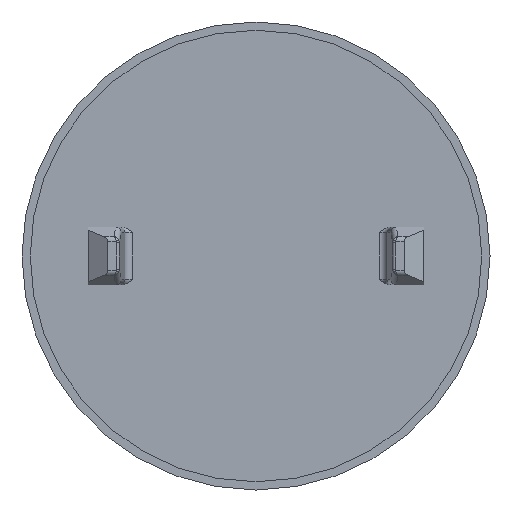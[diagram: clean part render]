
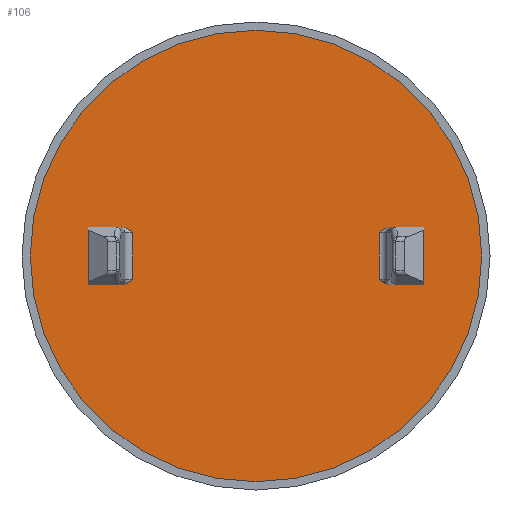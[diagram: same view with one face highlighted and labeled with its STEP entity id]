
A CAD part, front view. The second image highlights one B-rep face of the part: STEP entity #106.
In plain terms, the highlighted planar face has unit normal (0, -1, 0).
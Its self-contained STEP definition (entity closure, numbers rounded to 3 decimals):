
#106=ADVANCED_FACE('',(#258,#259,#260),#261,.F.);
#258=FACE_OUTER_BOUND('',#522,.T.);
#259=FACE_BOUND('',#523,.T.);
#260=FACE_BOUND('',#524,.T.);
#261=PLANE('',#525);
#522=EDGE_LOOP('',(#1018,#1019));
#523=EDGE_LOOP('',(#1020,#1021,#1022,#1023,#1024,#1025));
#524=EDGE_LOOP('',(#1026,#1027,#1028,#1029,#1030,#1031));
#525=AXIS2_PLACEMENT_3D('',#1032,#1033,#1034);
#1018=ORIENTED_EDGE('',*,*,#1493,.T.);
#1019=ORIENTED_EDGE('',*,*,#1470,.T.);
#1020=ORIENTED_EDGE('',*,*,#1495,.F.);
#1021=ORIENTED_EDGE('',*,*,#1496,.T.);
#1022=ORIENTED_EDGE('',*,*,#1497,.T.);
#1023=ORIENTED_EDGE('',*,*,#1498,.F.);
#1024=ORIENTED_EDGE('',*,*,#1499,.T.);
#1025=ORIENTED_EDGE('',*,*,#1500,.T.);
#1026=ORIENTED_EDGE('',*,*,#1501,.F.);
#1027=ORIENTED_EDGE('',*,*,#1502,.T.);
#1028=ORIENTED_EDGE('',*,*,#1503,.T.);
#1029=ORIENTED_EDGE('',*,*,#1504,.F.);
#1030=ORIENTED_EDGE('',*,*,#1505,.T.);
#1031=ORIENTED_EDGE('',*,*,#1506,.T.);
#1032=CARTESIAN_POINT('',(0.0,9.6,0.0));
#1033=DIRECTION('',(-0.0,1.0,0.0));
#1034=DIRECTION('',(1.0,0.0,0.0));
#1470=EDGE_CURVE('',#1683,#1687,#1689,.T.);
#1493=EDGE_CURVE('',#1687,#1683,#1718,.T.);
#1495=EDGE_CURVE('',#1720,#1721,#1722,.T.);
#1496=EDGE_CURVE('',#1720,#1723,#1724,.T.);
#1497=EDGE_CURVE('',#1723,#1725,#1726,.T.);
#1498=EDGE_CURVE('',#1727,#1725,#1728,.T.);
#1499=EDGE_CURVE('',#1727,#1729,#1730,.T.);
#1500=EDGE_CURVE('',#1729,#1721,#1731,.T.);
#1501=EDGE_CURVE('',#1732,#1733,#1734,.T.);
#1502=EDGE_CURVE('',#1732,#1735,#1736,.T.);
#1503=EDGE_CURVE('',#1735,#1737,#1738,.T.);
#1504=EDGE_CURVE('',#1739,#1737,#1740,.T.);
#1505=EDGE_CURVE('',#1739,#1741,#1742,.T.);
#1506=EDGE_CURVE('',#1741,#1733,#1743,.T.);
#1683=VERTEX_POINT('',#1988);
#1687=VERTEX_POINT('',#1993);
#1689=CIRCLE('',#1996,8.2);
#1718=CIRCLE('',#2029,8.2);
#1720=VERTEX_POINT('',#2031);
#1721=VERTEX_POINT('',#2032);
#1722=LINE('',#2033,#2034);
#1723=VERTEX_POINT('',#2035);
#1724=LINE('',#2036,#2037);
#1725=VERTEX_POINT('',#2038);
#1726=B_SPLINE_CURVE_WITH_KNOTS('',3,(#2039,#2040,#2041,#2042,#2043,#2044,#2045,#2046),.UNSPECIFIED.,.F.,.F.,(4,1,1,1,1,4),(0.,0.2,0.4,0.6,0.8,1.0),.UNSPECIFIED.);
#1727=VERTEX_POINT('',#2047);
#1728=LINE('',#2048,#2049);
#1729=VERTEX_POINT('',#2050);
#1730=B_SPLINE_CURVE_WITH_KNOTS('',3,(#2051,#2052,#2053,#2054,#2055,#2056,#2057,#2058,#2059,#2060,#2061),.UNSPECIFIED.,.F.,.F.,(4,1,1,1,1,1,1,1,4),(0.0,0.125,0.25,0.375,0.5,0.625,0.75,0.875,1.0),.UNSPECIFIED.);
#1731=LINE('',#2062,#2063);
#1732=VERTEX_POINT('',#2064);
#1733=VERTEX_POINT('',#2065);
#1734=LINE('',#2066,#2067);
#1735=VERTEX_POINT('',#2068);
#1736=LINE('',#2069,#2070);
#1737=VERTEX_POINT('',#2071);
#1738=B_SPLINE_CURVE_WITH_KNOTS('',3,(#2072,#2073,#2074,#2075,#2076,#2077,#2078,#2079),.UNSPECIFIED.,.F.,.F.,(4,1,1,1,1,4),(0.,0.2,0.4,0.6,0.8,1.0),.UNSPECIFIED.);
#1739=VERTEX_POINT('',#2080);
#1740=LINE('',#2081,#2082);
#1741=VERTEX_POINT('',#2083);
#1742=B_SPLINE_CURVE_WITH_KNOTS('',3,(#2084,#2085,#2086,#2087,#2088,#2089,#2090,#2091,#2092,#2093,#2094),.UNSPECIFIED.,.F.,.F.,(4,1,1,1,1,1,1,1,4),(0.0,0.125,0.25,0.375,0.5,0.625,0.75,0.875,1.0),.UNSPECIFIED.);
#1743=LINE('',#2095,#2096);
#1988=CARTESIAN_POINT('',(-8.2,9.6,0.));
#1993=CARTESIAN_POINT('',(8.2,9.6,0.0));
#1996=AXIS2_PLACEMENT_3D('',#2546,#2547,#2548);
#2029=AXIS2_PLACEMENT_3D('',#2583,#2584,#2585);
#2031=CARTESIAN_POINT('',(-5.75,9.6,1.05));
#2032=CARTESIAN_POINT('',(-5.75,9.6,-1.05));
#2033=CARTESIAN_POINT('',(-5.75,9.6,1.05));
#2034=VECTOR('',#2586,2.1);
#2035=CARTESIAN_POINT('',(-4.875,9.6,1.05));
#2036=CARTESIAN_POINT('',(-5.75,9.6,1.05));
#2037=VECTOR('',#2587,0.875);
#2038=CARTESIAN_POINT('',(-4.475,9.6,0.85));
#2039=CARTESIAN_POINT('',(-4.875,9.6,1.05));
#2040=CARTESIAN_POINT('',(-4.851,9.6,1.05));
#2041=CARTESIAN_POINT('',(-4.801,9.6,1.044));
#2042=CARTESIAN_POINT('',(-4.72,9.6,1.018));
#2043=CARTESIAN_POINT('',(-4.639,9.6,0.975));
#2044=CARTESIAN_POINT('',(-4.558,9.6,0.918));
#2045=CARTESIAN_POINT('',(-4.503,9.6,0.873));
#2046=CARTESIAN_POINT('',(-4.475,9.6,0.85));
#2047=CARTESIAN_POINT('',(-4.475,9.6,-0.85));
#2048=CARTESIAN_POINT('',(-4.475,9.6,-0.85));
#2049=VECTOR('',#2588,1.7);
#2050=CARTESIAN_POINT('',(-4.875,9.6,-1.05));
#2051=CARTESIAN_POINT('',(-4.475,9.6,-0.85));
#2052=CARTESIAN_POINT('',(-4.489,9.6,-0.861));
#2053=CARTESIAN_POINT('',(-4.517,9.6,-0.884));
#2054=CARTESIAN_POINT('',(-4.561,9.6,-0.919));
#2055=CARTESIAN_POINT('',(-4.606,9.6,-0.951));
#2056=CARTESIAN_POINT('',(-4.652,9.6,-0.981));
#2057=CARTESIAN_POINT('',(-4.699,9.6,-1.007));
#2058=CARTESIAN_POINT('',(-4.75,9.6,-1.028));
#2059=CARTESIAN_POINT('',(-4.806,9.6,-1.044));
#2060=CARTESIAN_POINT('',(-4.851,9.6,-1.05));
#2061=CARTESIAN_POINT('',(-4.875,9.6,-1.05));
#2062=CARTESIAN_POINT('',(-4.875,9.6,-1.05));
#2063=VECTOR('',#2589,0.875);
#2064=CARTESIAN_POINT('',(5.75,9.6,-1.05));
#2065=CARTESIAN_POINT('',(5.75,9.6,1.05));
#2066=CARTESIAN_POINT('',(5.75,9.6,-1.05));
#2067=VECTOR('',#2590,2.1);
#2068=CARTESIAN_POINT('',(4.875,9.6,-1.05));
#2069=CARTESIAN_POINT('',(5.75,9.6,-1.05));
#2070=VECTOR('',#2591,0.875);
#2071=CARTESIAN_POINT('',(4.475,9.6,-0.85));
#2072=CARTESIAN_POINT('',(4.875,9.6,-1.05));
#2073=CARTESIAN_POINT('',(4.851,9.6,-1.05));
#2074=CARTESIAN_POINT('',(4.801,9.6,-1.044));
#2075=CARTESIAN_POINT('',(4.72,9.6,-1.018));
#2076=CARTESIAN_POINT('',(4.639,9.6,-0.975));
#2077=CARTESIAN_POINT('',(4.558,9.6,-0.918));
#2078=CARTESIAN_POINT('',(4.503,9.6,-0.873));
#2079=CARTESIAN_POINT('',(4.475,9.6,-0.85));
#2080=CARTESIAN_POINT('',(4.475,9.6,0.85));
#2081=CARTESIAN_POINT('',(4.475,9.6,0.85));
#2082=VECTOR('',#2592,1.7);
#2083=CARTESIAN_POINT('',(4.875,9.6,1.05));
#2084=CARTESIAN_POINT('',(4.475,9.6,0.85));
#2085=CARTESIAN_POINT('',(4.489,9.6,0.861));
#2086=CARTESIAN_POINT('',(4.517,9.6,0.884));
#2087=CARTESIAN_POINT('',(4.561,9.6,0.919));
#2088=CARTESIAN_POINT('',(4.606,9.6,0.951));
#2089=CARTESIAN_POINT('',(4.652,9.6,0.981));
#2090=CARTESIAN_POINT('',(4.699,9.6,1.007));
#2091=CARTESIAN_POINT('',(4.75,9.6,1.028));
#2092=CARTESIAN_POINT('',(4.806,9.6,1.044));
#2093=CARTESIAN_POINT('',(4.851,9.6,1.05));
#2094=CARTESIAN_POINT('',(4.875,9.6,1.05));
#2095=CARTESIAN_POINT('',(4.875,9.6,1.05));
#2096=VECTOR('',#2593,0.875);
#2546=CARTESIAN_POINT('',(0.0,9.6,0.0));
#2547=DIRECTION('',(0.0,-1.0,0.0));
#2548=DIRECTION('',(-1.0,0.0,0.0));
#2583=CARTESIAN_POINT('',(0.0,9.6,0.0));
#2584=DIRECTION('',(0.0,-1.0,0.0));
#2585=DIRECTION('',(-1.0,0.0,0.0));
#2586=DIRECTION('',(0.0,0.0,-1.0));
#2587=DIRECTION('',(1.0,0.,0.0));
#2588=DIRECTION('',(0.0,0.0,1.0));
#2589=DIRECTION('',(-1.0,0.,0.0));
#2590=DIRECTION('',(0.0,0.0,1.0));
#2591=DIRECTION('',(-1.0,0.,0.0));
#2592=DIRECTION('',(0.0,0.0,-1.0));
#2593=DIRECTION('',(1.0,0.,0.0));
